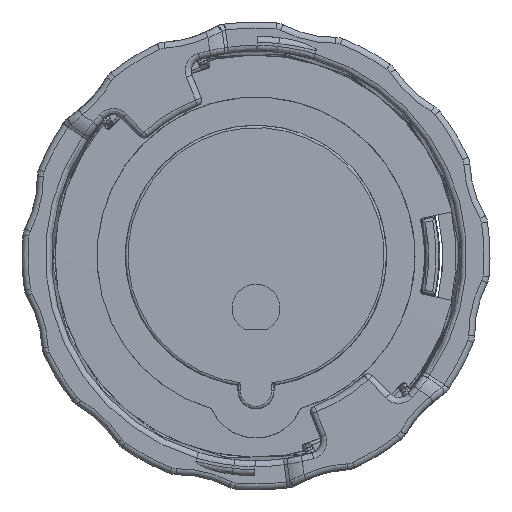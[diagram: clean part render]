
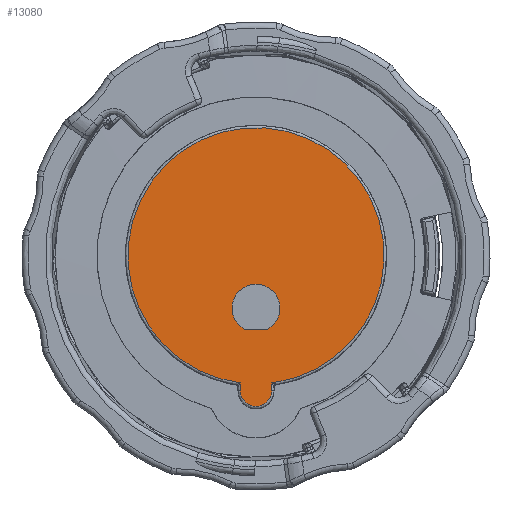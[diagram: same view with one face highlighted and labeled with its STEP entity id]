
A CAD part, top view. The second image highlights one B-rep face of the part: STEP entity #13080.
In plain terms, the highlighted planar face has unit normal (0, 0, 1).
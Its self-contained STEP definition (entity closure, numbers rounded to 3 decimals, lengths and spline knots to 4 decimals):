
#670=PLANE('',#14327);
#738=FACE_BOUND('',#2012,.T.);
#1230=FACE_OUTER_BOUND('',#2011,.T.);
#2011=EDGE_LOOP('',(#10427,#10428,#10429,#10430,#10431));
#2012=EDGE_LOOP('',(#10432,#10433));
#3388=LINE('',#27799,#3853);
#3389=LINE('',#27803,#3854);
#3390=LINE('',#27808,#3855);
#3853=VECTOR('',#17018,0.0394);
#3854=VECTOR('',#17021,0.0394);
#3855=VECTOR('',#17026,0.3937);
#4446=CIRCLE('',#14328,0.8406);
#4447=CIRCLE('',#14329,0.1024);
#4448=CIRCLE('',#14330,0.8406);
#4449=CIRCLE('',#14331,0.1575);
#5504=VERTEX_POINT('',#27795);
#5505=VERTEX_POINT('',#27796);
#5506=VERTEX_POINT('',#27798);
#5507=VERTEX_POINT('',#27800);
#5508=VERTEX_POINT('',#27802);
#5509=VERTEX_POINT('',#27805);
#5510=VERTEX_POINT('',#27806);
#7191=EDGE_CURVE('',#5504,#5505,#4446,.T.);
#7192=EDGE_CURVE('',#5504,#5506,#3388,.T.);
#7193=EDGE_CURVE('',#5506,#5507,#4447,.T.);
#7194=EDGE_CURVE('',#5507,#5508,#3389,.T.);
#7195=EDGE_CURVE('',#5508,#5505,#4448,.T.);
#7196=EDGE_CURVE('',#5509,#5510,#4449,.T.);
#7197=EDGE_CURVE('',#5510,#5509,#3390,.T.);
#10427=ORIENTED_EDGE('',*,*,#7191,.F.);
#10428=ORIENTED_EDGE('',*,*,#7192,.T.);
#10429=ORIENTED_EDGE('',*,*,#7193,.T.);
#10430=ORIENTED_EDGE('',*,*,#7194,.T.);
#10431=ORIENTED_EDGE('',*,*,#7195,.T.);
#10432=ORIENTED_EDGE('',*,*,#7196,.F.);
#10433=ORIENTED_EDGE('',*,*,#7197,.F.);
#13080=ADVANCED_FACE('',(#1230,#738),#670,.T.);
#14327=AXIS2_PLACEMENT_3D('',#27794,#17014,#17015);
#14328=AXIS2_PLACEMENT_3D('',#27797,#17016,#17017);
#14329=AXIS2_PLACEMENT_3D('',#27801,#17019,#17020);
#14330=AXIS2_PLACEMENT_3D('',#27804,#17022,#17023);
#14331=AXIS2_PLACEMENT_3D('',#27807,#17024,#17025);
#17014=DIRECTION('center_axis',(0.,0.,1.));
#17015=DIRECTION('ref_axis',(-1.,0.,0.));
#17016=DIRECTION('center_axis',(0.,0.,-1.));
#17017=DIRECTION('ref_axis',(0.,-1.,0.));
#17018=DIRECTION('',(0.,-1.,0.));
#17019=DIRECTION('center_axis',(0.,0.,1.));
#17020=DIRECTION('ref_axis',(1.,0.,0.));
#17021=DIRECTION('',(0.,1.,0.));
#17022=DIRECTION('center_axis',(0.,0.,1.));
#17023=DIRECTION('ref_axis',(0.,-1.,0.));
#17024=DIRECTION('center_axis',(0.,0.,1.));
#17025=DIRECTION('ref_axis',(0.484,0.875,0.));
#17026=DIRECTION('',(1.,0.,0.));
#27794=CARTESIAN_POINT('Origin',(-0.8563,-1.0039,1.563));
#27795=CARTESIAN_POINT('',(-0.1024,-0.8343,1.563));
#27796=CARTESIAN_POINT('',(0.1236,-0.8314,1.563));
#27797=CARTESIAN_POINT('Origin',(0.,0.,1.563));
#27798=CARTESIAN_POINT('',(-0.1024,-0.8858,1.563));
#27799=CARTESIAN_POINT('',(-0.1024,-0.8343,1.563));
#27800=CARTESIAN_POINT('',(0.1023,-0.8858,1.563));
#27801=CARTESIAN_POINT('Origin',(0.,-0.8858,
1.563));
#27802=CARTESIAN_POINT('',(0.1023,-0.8343,1.563));
#27803=CARTESIAN_POINT('',(0.1023,-0.8858,1.563));
#27804=CARTESIAN_POINT('Origin',(0.,0.,1.563));
#27805=CARTESIAN_POINT('',(0.0762,-0.4823,1.563));
#27806=CARTESIAN_POINT('',(-0.0763,-0.4823,1.563));
#27807=CARTESIAN_POINT('Origin',(0.,-0.3445,
1.563));
#27808=CARTESIAN_POINT('',(-0.4872,-0.4823,1.563));
